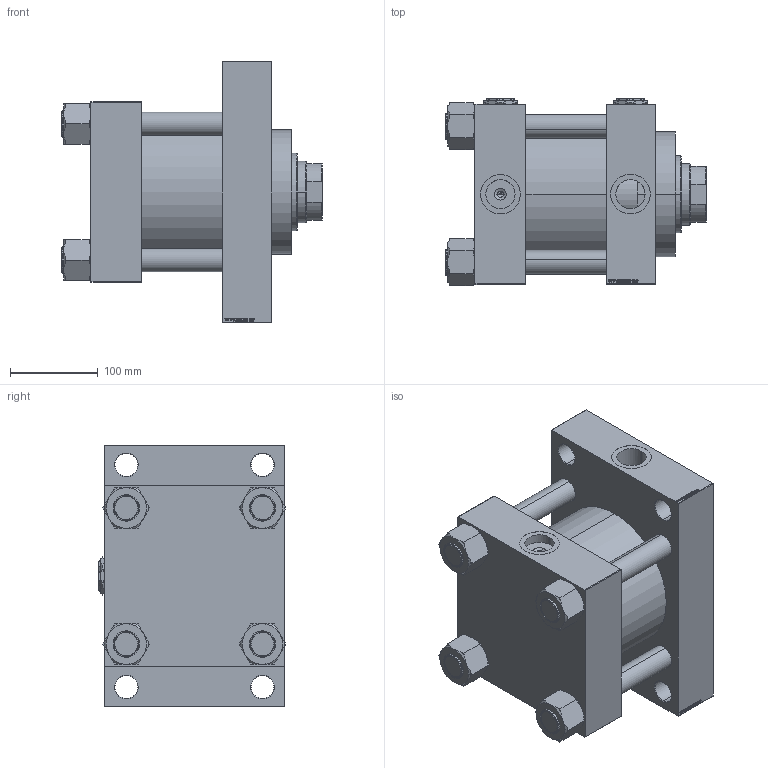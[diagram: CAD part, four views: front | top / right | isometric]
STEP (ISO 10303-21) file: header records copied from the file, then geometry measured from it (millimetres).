
FILE_DESCRIPTION (( 'STEP AP203' ), '1' );
FILE_NAME ('a0a5.STEP', '2024-01-05T09:35:04', ( '' ), ( '' ), 'SwSTEP 2.0', 'SolidWorks 2019', '' );
FILE_SCHEMA (( 'CONFIG_CONTROL_DESIGN' ));
Length unit declared in the file: millimetre
Products named in the file (7): V215CR_D_TYCINKA 221e4c42e9cd6b184d8ae3fbf56d326c; V215CR_VCP_D 221e4c42e9cd6b184d8ae3fbf56d326c; V215CR_D_Body 221e4c42e9cd6b184d8ae3fbf56d326c; a0a5; NUT_M5_D 221e4c42e9cd6b184d8ae3fbf56d326c; Zatka_pro_OIL_PORT 221e4c42e9cd6b184d8ae3fbf56d326c; V215_VC_A 221e4c42e9cd6b184d8ae3fbf56d326c
Assembly tree (13 placements, depth 2):
  a0a5
    V215CR_D_Body 221e4c42e9cd6b184d8ae3fbf56d326c
    V215CR_VCP_D 221e4c42e9cd6b184d8ae3fbf56d326c
    NUT_M5_D 221e4c42e9cd6b184d8ae3fbf56d326c  x4
    V215CR_D_TYCINKA 221e4c42e9cd6b184d8ae3fbf56d326c  x4
    V215_VC_A 221e4c42e9cd6b184d8ae3fbf56d326c
    Zatka_pro_OIL_PORT 221e4c42e9cd6b184d8ae3fbf56d326c  x2
Bounding box: 296 x 213.57 x 297 mm (x, y, z)
Volume: 7822835.9 mm3; surface area: 741550 mm2
Topology: 13 solids, 13 shells, 1249 faces, 3140 edges, 2032 vertices
Faces by surface type: plane 592, bspline 368, cone 184, cylinder 97, torus 8
Entity records: 49839 total; most frequent: CARTESIAN_POINT 25932, ORIENTED_EDGE 5352, DIRECTION 3518, EDGE_CURVE 2676, VERTEX_POINT 1752, VECTOR 1562, LINE 1562, EDGE_LOOP 1188
